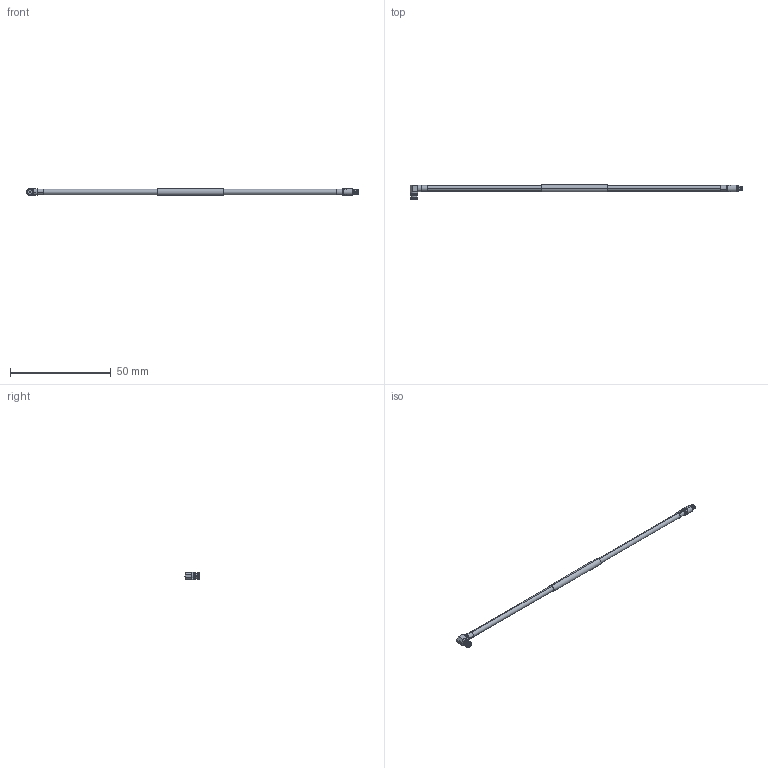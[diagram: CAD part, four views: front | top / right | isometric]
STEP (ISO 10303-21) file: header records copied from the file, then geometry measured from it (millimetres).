
FILE_DESCRIPTION (( 'STEP AP214' ), '1' );
FILE_NAME ('FMC00752_3D.step', '2023-02-23T03:01:52', ( '' ), ( '' ), 'SwSTEP 2.0', 'SolidWorks 2022', '' );
FILE_SCHEMA (( 'AUTOMOTIVE_DESIGN' ));
Length unit declared in the file: inch
Products named in the file (6): FM-SR086TBJ Ø.105 jacket^FMC00752; SC5233; SC5431^FMC00752; heat shrink conn 2^FMC00752_conn 1; heat shrink conn 1^FMC00752_conn 1; FMC00752_3D
Assembly tree (5 placements, depth 2):
  FMC00752_3D
    FM-SR086TBJ Ø.105 jacket^FMC00752
    SC5233
    SC5431^FMC00752
    heat shrink conn 1^FMC00752_conn 1
    heat shrink conn 2^FMC00752_conn 1
Bounding box: 165.05 x 6.99 x 3.96 mm (x, y, z)
Volume: 1096.3 mm3; surface area: 2551.9 mm2
Topology: 9 solids, 9 shells, 279 faces, 735 edges, 469 vertices
Faces by surface type: plane 105, cylinder 91, cone 61, torus 16, bspline 6
Entity records: 11551 total; most frequent: CARTESIAN_POINT 2863, ORIENTED_EDGE 1462, DIRECTION 1432, EDGE_CURVE 731, AXIS2_PLACEMENT_3D 568, VERTEX_POINT 467, EDGE_LOOP 296, VECTOR 296
